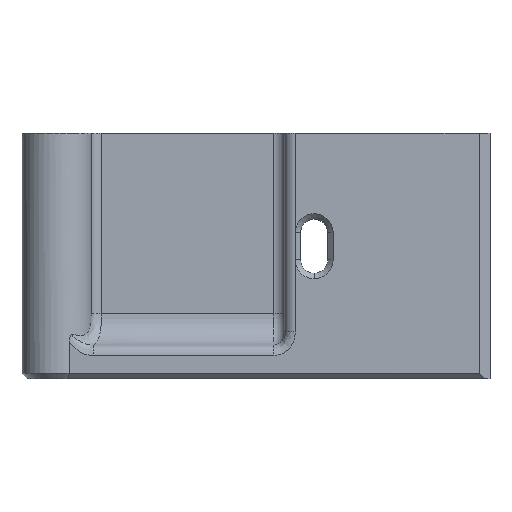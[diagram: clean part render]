
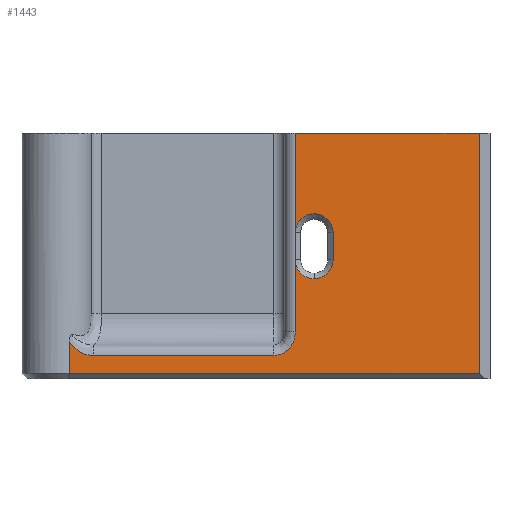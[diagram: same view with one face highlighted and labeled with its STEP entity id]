
A CAD part, front view. The second image highlights one B-rep face of the part: STEP entity #1443.
In plain terms, the highlighted planar face has unit normal (0, -1, 0).
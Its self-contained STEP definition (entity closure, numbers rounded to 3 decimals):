
#19 = DIRECTION ( 'NONE',  ( 0., 1., 0. ) ) ;
#79 = CARTESIAN_POINT ( 'NONE',  ( 2.47, -3.05, 2.308 ) ) ;
#93 = PLANE ( 'NONE',  #1921 ) ;
#98 = AXIS2_PLACEMENT_3D ( 'NONE', #1164, #447, #1135 ) ;
#100 = CARTESIAN_POINT ( 'NONE',  ( 1.234, -3.05, 3.288 ) ) ;
#131 = CARTESIAN_POINT ( 'NONE',  ( 20.139, -3.05, 2.153 ) ) ;
#137 = ORIENTED_EDGE ( 'NONE', *, *, #1577, .T. ) ;
#224 = VERTEX_POINT ( 'NONE', #1032 ) ;
#246 = CIRCLE ( 'NONE', #916, 1.75 ) ;
#265 = ORIENTED_EDGE ( 'NONE', *, *, #891, .T. ) ;
#267 = CARTESIAN_POINT ( 'NONE',  ( 1.122, -3.05, 3.489 ) ) ;
#274 = CARTESIAN_POINT ( 'NONE',  ( 1.122, -3.05, 22.7 ) ) ;
#282 = EDGE_CURVE ( 'NONE', #451, #377, #1034, .T. ) ;
#283 = CARTESIAN_POINT ( 'NONE',  ( 39., -3.05, 0.5 ) ) ;
#284 = CARTESIAN_POINT ( 'NONE',  ( 40., -3.05, 10. ) ) ;
#314 = CARTESIAN_POINT ( 'NONE',  ( 20., -3.05, 2.153 ) ) ;
#324 = CARTESIAN_POINT ( 'NONE',  ( 20.278, -3.05, 2.168 ) ) ;
#377 = VERTEX_POINT ( 'NONE', #2269 ) ;
#378 = CARTESIAN_POINT ( 'NONE',  ( 1.122, -3.05, 0.5 ) ) ;
#396 = VERTEX_POINT ( 'NONE', #378 ) ;
#403 = CARTESIAN_POINT ( 'NONE',  ( 22., -3.05, 11. ) ) ;
#410 = LINE ( 'NONE', #1603, #746 ) ;
#416 = CARTESIAN_POINT ( 'NONE',  ( 2.908, -3.05, 2.184 ) ) ;
#427 = DIRECTION ( 'NONE',  ( 0., 0., -1. ) ) ;
#436 = DIRECTION ( 'NONE',  ( 0., 1., 0. ) ) ;
#441 = CARTESIAN_POINT ( 'NONE',  ( 2.258, -3.05, 2.401 ) ) ;
#447 = DIRECTION ( 'NONE',  ( 0., 1., 0. ) ) ;
#448 = EDGE_CURVE ( 'NONE', #1757, #2162, #1882, .T. ) ;
#451 = VERTEX_POINT ( 'NONE', #1697 ) ;
#482 = ORIENTED_EDGE ( 'NONE', *, *, #282, .T. ) ;
#496 = DIRECTION ( 'NONE',  ( 0., 1., 0. ) ) ;
#524 = FACE_OUTER_BOUND ( 'NONE', #663, .T. ) ;
#547 = DIRECTION ( 'NONE',  ( 0., 0., 1. ) ) ;
#570 = ORIENTED_EDGE ( 'NONE', *, *, #2300, .F. ) ;
#638 = CARTESIAN_POINT ( 'NONE',  ( 21.642, -3.05, 3.022 ) ) ;
#646 = CARTESIAN_POINT ( 'NONE',  ( 21.779, -3.05, 3.26 ) ) ;
#662 = CARTESIAN_POINT ( 'NONE',  ( 20.546, -3.05, 2.227 ) ) ;
#663 = EDGE_LOOP ( 'NONE', ( #1098, #1826, #137, #570, #265, #1802, #482, #2160, #2133, #1822, #839, #853, #806 ) ) ;
#726 = LINE ( 'NONE', #1264, #755 ) ;
#733 = DIRECTION ( 'NONE',  ( -1., 0., 0. ) ) ;
#734 = VECTOR ( 'NONE', #427, 1000. ) ;
#746 = VECTOR ( 'NONE', #1593, 1000. ) ;
#748 = LINE ( 'NONE', #274, #1785 ) ;
#755 = VECTOR ( 'NONE', #733, 1000. ) ;
#763 = EDGE_CURVE ( 'NONE', #1278, #1757, #726, .T. ) ;
#793 = CARTESIAN_POINT ( 'NONE',  ( 1.87, -3.05, 2.636 ) ) ;
#806 = ORIENTED_EDGE ( 'NONE', *, *, #448, .T. ) ;
#821 = CARTESIAN_POINT ( 'NONE',  ( 3.132, -3.05, 2.153 ) ) ;
#839 = ORIENTED_EDGE ( 'NONE', *, *, #1787, .T. ) ;
#853 = ORIENTED_EDGE ( 'NONE', *, *, #763, .T. ) ;
#891 = EDGE_CURVE ( 'NONE', #1490, #224, #1572, .T. ) ;
#898 = CARTESIAN_POINT ( 'NONE',  ( 22., -3.05, 4.328 ) ) ;
#906 = VERTEX_POINT ( 'NONE', #283 ) ;
#916 = AXIS2_PLACEMENT_3D ( 'NONE', #1071, #19, #1262 ) ;
#996 = DIRECTION ( 'NONE',  ( 0., 0., 1. ) ) ;
#1011 = CARTESIAN_POINT ( 'NONE',  ( 39., -3.05, 10. ) ) ;
#1013 = DIRECTION ( 'NONE',  ( 1., 0., 0. ) ) ;
#1020 = VERTEX_POINT ( 'NONE', #1977 ) ;
#1032 = CARTESIAN_POINT ( 'NONE',  ( 22., -3.05, 13.5 ) ) ;
#1034 = LINE ( 'NONE', #2000, #734 ) ;
#1071 = CARTESIAN_POINT ( 'NONE',  ( 23.75, -3.05, 13.5 ) ) ;
#1077 = LINE ( 'NONE', #1011, #2118 ) ;
#1098 = ORIENTED_EDGE ( 'NONE', *, *, #1880, .T. ) ;
#1100 = CARTESIAN_POINT ( 'NONE',  ( 3.362, -3.05, 2.153 ) ) ;
#1128 = VERTEX_POINT ( 'NONE', #1327 ) ;
#1135 = DIRECTION ( 'NONE',  ( 0., 0., 1. ) ) ;
#1138 = CARTESIAN_POINT ( 'NONE',  ( 3.362, -3.05, 2.153 ) ) ;
#1164 = CARTESIAN_POINT ( 'NONE',  ( 23.75, -3.05, 11. ) ) ;
#1226 = DIRECTION ( 'NONE',  ( 0., 0., -1. ) ) ;
#1262 = DIRECTION ( 'NONE',  ( 0., 0., 1. ) ) ;
#1264 = CARTESIAN_POINT ( 'NONE',  ( 40., -3.05, 2.153 ) ) ;
#1278 = VERTEX_POINT ( 'NONE', #1433 ) ;
#1327 = CARTESIAN_POINT ( 'NONE',  ( 23.75, -3.05, 9.25 ) ) ;
#1332 = VERTEX_POINT ( 'NONE', #898 ) ;
#1378 = CARTESIAN_POINT ( 'NONE',  ( 20.676, -3.05, 2.27 ) ) ;
#1433 = CARTESIAN_POINT ( 'NONE',  ( 20., -3.05, 2.153 ) ) ;
#1443 = ADVANCED_FACE ( 'NONE', ( #524 ), #93, .F. ) ;
#1446 = CIRCLE ( 'NONE', #98, 1.75 ) ;
#1448 = EDGE_CURVE ( 'NONE', #377, #1128, #1446, .T. ) ;
#1490 = VERTEX_POINT ( 'NONE', #2087 ) ;
#1524 = DIRECTION ( 'NONE',  ( 0., 0., 1. ) ) ;
#1527 = DIRECTION ( 'NONE',  ( 1., 0., 0. ) ) ;
#1536 = CARTESIAN_POINT ( 'NONE',  ( 22., -3.05, 4.051 ) ) ;
#1539 = VECTOR ( 'NONE', #1013, 1000. ) ;
#1561 = CARTESIAN_POINT ( 'NONE',  ( 1.122, -3.05, 3.489 ) ) ;
#1566 = LINE ( 'NONE', #2108, #2248 ) ;
#1572 = LINE ( 'NONE', #1693, #1949 ) ;
#1574 = AXIS2_PLACEMENT_3D ( 'NONE', #1920, #496, #996 ) ;
#1577 = EDGE_CURVE ( 'NONE', #906, #1020, #1077, .T. ) ;
#1593 = DIRECTION ( 'NONE',  ( 0., 0., -1. ) ) ;
#1603 = CARTESIAN_POINT ( 'NONE',  ( 1.122, -3.05, 10. ) ) ;
#1677 = CARTESIAN_POINT ( 'NONE',  ( 1.373, -3.05, 3.106 ) ) ;
#1685 = DIRECTION ( 'NONE',  ( 0., 0., -1. ) ) ;
#1693 = CARTESIAN_POINT ( 'NONE',  ( 22., -3.05, 10. ) ) ;
#1697 = CARTESIAN_POINT ( 'NONE',  ( 25.5, -3.05, 13.5 ) ) ;
#1699 = VERTEX_POINT ( 'NONE', #403 ) ;
#1757 = VERTEX_POINT ( 'NONE', #1100 ) ;
#1785 = VECTOR ( 'NONE', #1527, 1000. ) ;
#1787 = EDGE_CURVE ( 'NONE', #1332, #1278, #2235, .T. ) ;
#1802 = ORIENTED_EDGE ( 'NONE', *, *, #1925, .T. ) ;
#1822 = ORIENTED_EDGE ( 'NONE', *, *, #1896, .T. ) ;
#1826 = ORIENTED_EDGE ( 'NONE', *, *, #2126, .T. ) ;
#1853 = EDGE_CURVE ( 'NONE', #1128, #1699, #2276, .T. ) ;
#1880 = EDGE_CURVE ( 'NONE', #2162, #396, #410, .T. ) ;
#1882 = B_SPLINE_CURVE_WITH_KNOTS ( 'NONE', 3,
 ( #1138, #821, #416, #79, #441, #793, #2226, #1677, #100, #267 ),
 .UNSPECIFIED., .F., .F.,
 ( 4, 2, 2, 2, 4 ),
 ( 0., 0.001, 0.001, 0.002, 0.003 ),
 .UNSPECIFIED. ) ;
#1883 = CARTESIAN_POINT ( 'NONE',  ( 21.276, -3.05, 2.609 ) ) ;
#1896 = EDGE_CURVE ( 'NONE', #1699, #1332, #1566, .T. ) ;
#1920 = CARTESIAN_POINT ( 'NONE',  ( 23.75, -3.05, 11. ) ) ;
#1921 = AXIS2_PLACEMENT_3D ( 'NONE', #284, #436, #1524 ) ;
#1925 = EDGE_CURVE ( 'NONE', #224, #451, #246, .T. ) ;
#1949 = VECTOR ( 'NONE', #1685, 1000. ) ;
#1977 = CARTESIAN_POINT ( 'NONE',  ( 39., -3.05, 22.7 ) ) ;
#2000 = CARTESIAN_POINT ( 'NONE',  ( 25.5, -3.05, 10. ) ) ;
#2033 = CARTESIAN_POINT ( 'NONE',  ( 22., -3.05, 4.328 ) ) ;
#2063 = CARTESIAN_POINT ( 'NONE',  ( 21.96, -3.05, 3.782 ) ) ;
#2087 = CARTESIAN_POINT ( 'NONE',  ( 22., -3.05, 22.7 ) ) ;
#2092 = CARTESIAN_POINT ( 'NONE',  ( 40., -3.05, 0.5 ) ) ;
#2108 = CARTESIAN_POINT ( 'NONE',  ( 22., -3.05, 10. ) ) ;
#2118 = VECTOR ( 'NONE', #547, 1000. ) ;
#2126 = EDGE_CURVE ( 'NONE', #396, #906, #2244, .T. ) ;
#2133 = ORIENTED_EDGE ( 'NONE', *, *, #1853, .T. ) ;
#2160 = ORIENTED_EDGE ( 'NONE', *, *, #1448, .T. ) ;
#2162 = VERTEX_POINT ( 'NONE', #1561 ) ;
#2226 = CARTESIAN_POINT ( 'NONE',  ( 1.689, -3.05, 2.781 ) ) ;
#2235 = B_SPLINE_CURVE_WITH_KNOTS ( 'NONE', 3,
 ( #2033, #1536, #2063, #646, #638, #1883, #2273, #1378, #662, #324, #131, #314 ),
 .UNSPECIFIED., .F., .F.,
 ( 4, 2, 2, 2, 2, 4 ),
 ( 0., 0.001, 0.002, 0.002, 0.003, 0.003 ),
 .UNSPECIFIED. ) ;
#2244 = LINE ( 'NONE', #2092, #1539 ) ;
#2248 = VECTOR ( 'NONE', #1226, 1000. ) ;
#2269 = CARTESIAN_POINT ( 'NONE',  ( 25.5, -3.05, 11. ) ) ;
#2273 = CARTESIAN_POINT ( 'NONE',  ( 21.053, -3.05, 2.442 ) ) ;
#2276 = CIRCLE ( 'NONE', #1574, 1.75 ) ;
#2300 = EDGE_CURVE ( 'NONE', #1490, #1020, #748, .T. ) ;
